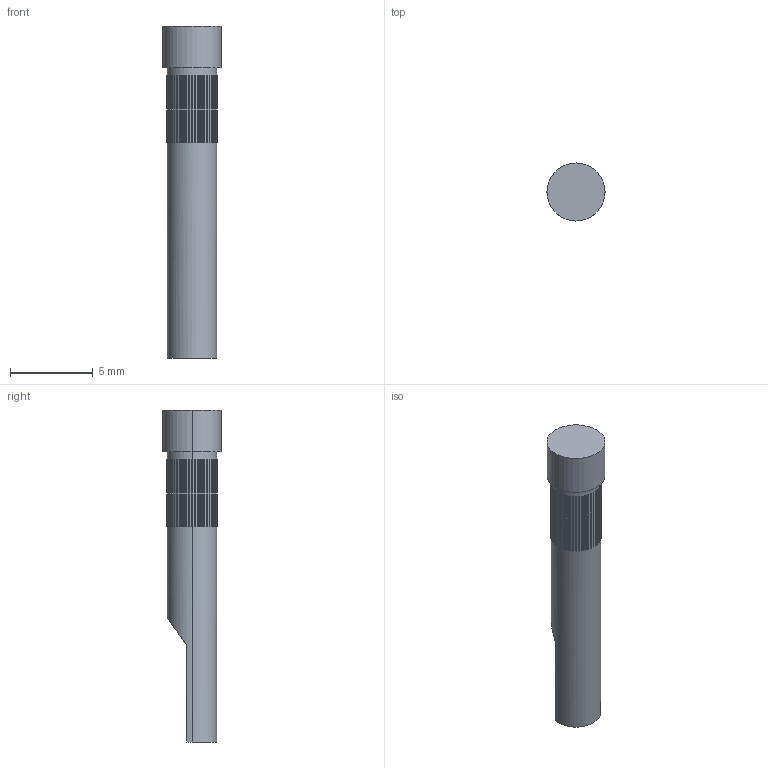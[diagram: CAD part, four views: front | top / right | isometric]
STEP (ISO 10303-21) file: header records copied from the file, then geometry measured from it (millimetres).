
FILE_DESCRIPTION (( 'STEP AP214' ), '1' );
FILE_NAME ('MOD-1012256-I-P20LA-2.5.STEP', '2023-04-17T14:34:10', ( '' ), ( '' ), 'SwSTEP 2.0', 'SolidWorks 2020', '' );
FILE_SCHEMA (( 'AUTOMOTIVE_DESIGN' ));
Length unit declared in the file: millimetre
Products named in the file (1): MOD-1012256-I-P20LA-2.5
Bounding box: 3.5 x 3.5 x 20 mm (x, y, z)
Volume: 100.4 mm3; surface area: 230.9 mm2
Topology: 1 solids, 1 shells, 206 faces, 472 edges, 313 vertices
Faces by surface type: plane 198, cylinder 6, cone 2
Entity records: 5814 total; most frequent: DIRECTION 996, CARTESIAN_POINT 996, ORIENTED_EDGE 940, EDGE_CURVE 470, LINE 354, VECTOR 354, AXIS2_PLACEMENT_3D 321, VERTEX_POINT 313
